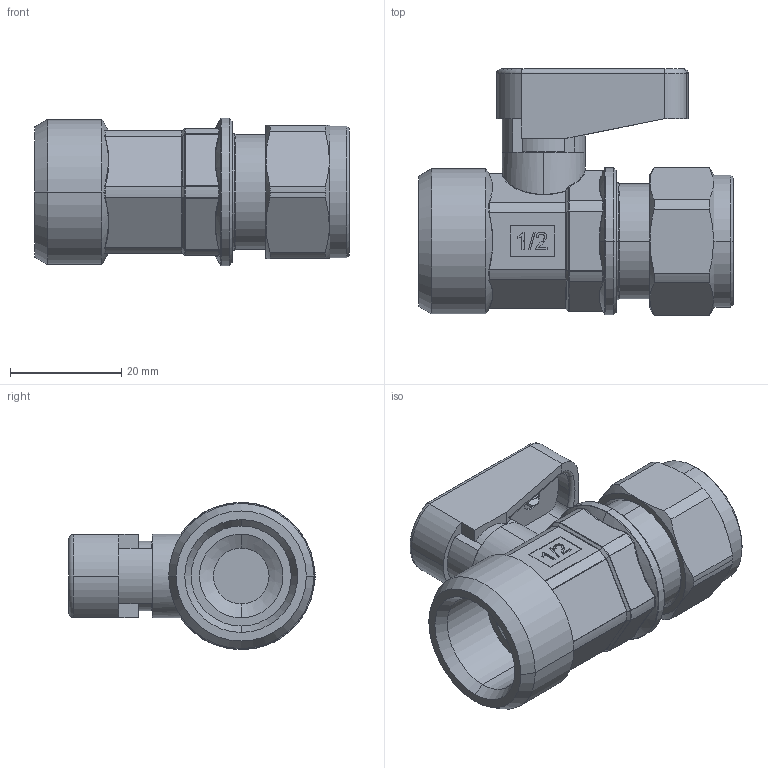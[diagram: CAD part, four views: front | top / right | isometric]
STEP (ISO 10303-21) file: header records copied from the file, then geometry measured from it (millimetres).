
FILE_DESCRIPTION (( 'STEP AP214' ), '1' );
FILE_NAME ('0644000016.step', '2012-10-02T16:33:26', ( '' ), ( '' ), 'SwSTEP 2.0', 'SolidWorks 2012', '' );
FILE_SCHEMA (( 'AUTOMOTIVE_DESIGN' ));
Length unit declared in the file: millimetre
Products named in the file (1): 0644000016
Bounding box: 56.6 x 44.3 x 26.5 mm (x, y, z)
Volume: 27826.8 mm3; surface area: 9502.2 mm2
Topology: 2 solids, 9 shells, 1007 faces, 2570 edges, 1604 vertices
Faces by surface type: plane 420, bspline 338, cylinder 135, torus 55, cone 39, sphere 20
Entity records: 43433 total; most frequent: CARTESIAN_POINT 21677, ORIENTED_EDGE 5070, DIRECTION 3545, EDGE_CURVE 2535, VERTEX_POINT 1604, LINE 1321, VECTOR 1321, AXIS2_PLACEMENT_3D 1112
